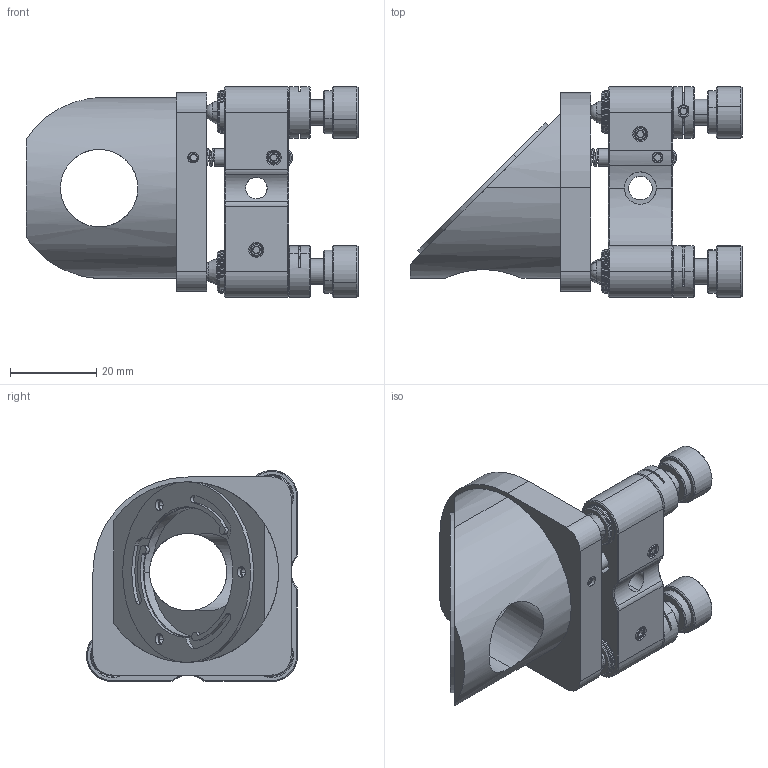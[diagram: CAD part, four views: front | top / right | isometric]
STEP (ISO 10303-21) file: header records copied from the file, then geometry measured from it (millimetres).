
FILE_DESCRIPTION (( 'STEP AP214' ), '1' );
FILE_NAME ('1.1.1.49_ZJB-30-3_45度光学调整架，用于φ30mm光学元件，三轴，A.STEP', '2021-08-18T07:28:00', ( 'Microsoft' ), ( 'Microsoft' ), 'SwSTEP 2.0', 'SolidWorks 2018', '' );
FILE_SCHEMA (( 'AUTOMOTIVE_DESIGN' ));
Length unit declared in the file: millimetre
Products named in the file (1): 1.1.1.49_ZJB-30-3_45度光学调整架，用于φ30mm光学元件，三轴，A
Bounding box: 77.1 x 49 x 49 mm (x, y, z)
Surface area: 22469.3 mm2 (no closed solid volume)
Topology: 0 solids, 40 shells, 509 faces, 1401 edges, 916 vertices
Faces by surface type: cylinder 183, cone 148, plane 145, bspline 16, sphere 11, torus 6
Entity records: 47225 total; most frequent: CARTESIAN_POINT 28793, DIRECTION 2801, ORIENTED_EDGE 2418, EDGE_CURVE 1379, AXIS2_PLACEMENT_3D 1111, VERTEX_POINT 907, CIRCLE 617, EDGE_LOOP 594
